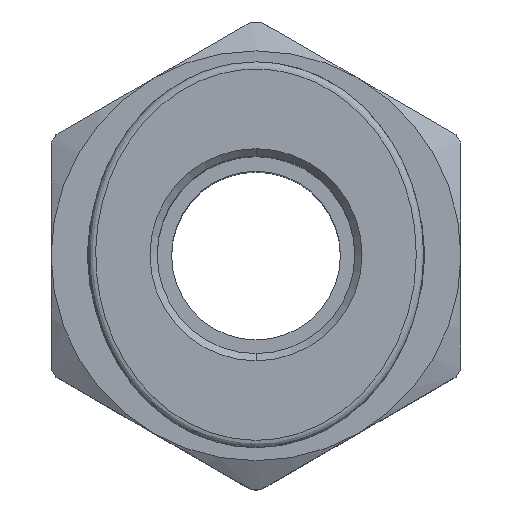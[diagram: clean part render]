
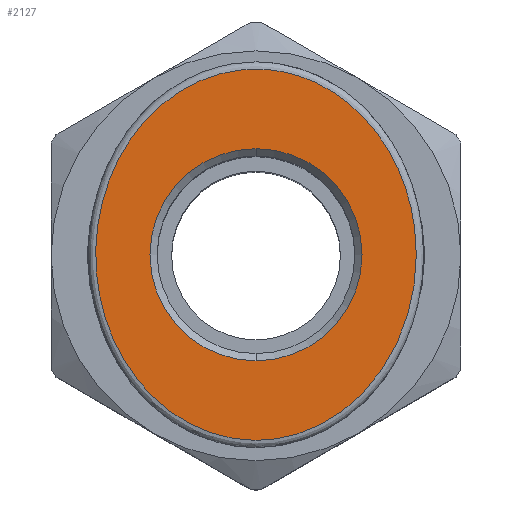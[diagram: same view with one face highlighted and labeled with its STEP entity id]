
A CAD part, top view. The second image highlights one B-rep face of the part: STEP entity #2127.
In plain terms, the highlighted planar face has unit normal (0, 0, 1).
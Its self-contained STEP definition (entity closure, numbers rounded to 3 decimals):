
#2016=CARTESIAN_POINT('',(10.18,1.161,7.1));
#2017=VERTEX_POINT('',#2016);
#2024=CARTESIAN_POINT('',(1.38,1.161,7.1));
#2025=VERTEX_POINT('',#2024);
#2026=CARTESIAN_POINT('',(5.78,1.161,7.1));
#2027=DIRECTION('',(0.0,0.0,1.0));
#2028=DIRECTION('',(1.0,0.0,0.0));
#2029=AXIS2_PLACEMENT_3D('',#2026,#2027,#2028);
#2030=CIRCLE('',#2029,4.4);
#2031=EDGE_CURVE('',#2017,#2025,#2030,.T.);
#2057=CARTESIAN_POINT('',(5.78,1.161,7.1));
#2058=DIRECTION('',(0.0,0.0,1.0));
#2059=DIRECTION('',(1.0,0.0,0.0));
#2060=AXIS2_PLACEMENT_3D('',#2057,#2058,#2059);
#2061=CIRCLE('',#2060,4.4);
#2062=EDGE_CURVE('',#2025,#2017,#2061,.T.);
#2085=CARTESIAN_POINT('',(-2.22,1.161,7.1));
#2086=DIRECTION('',(0.0,0.0,1.0));
#2087=DIRECTION('',(1.0,0.0,0.0));
#2088=AXIS2_PLACEMENT_3D('',#2085,#2086,#2087);
#2089=PLANE('',#2088);
#2090=CARTESIAN_POINT('',(-1.92,1.161,7.1));
#2091=VERTEX_POINT('',#2090);
#2092=CARTESIAN_POINT('',(-1.92,1.161,7.1));
#2093=CARTESIAN_POINT('',(-1.92,2.465,7.1));
#2094=CARTESIAN_POINT('',(-1.45,3.768,7.1));
#2095=CARTESIAN_POINT('',(0.445,6.258,7.1));
#2096=CARTESIAN_POINT('',(2.106,7.216,7.1));
#2097=CARTESIAN_POINT('',(5.472,7.956,7.1));
#2098=CARTESIAN_POINT('',(7.158,7.857,7.1));
#2099=CARTESIAN_POINT('',(9.886,6.897,7.1));
#2100=CARTESIAN_POINT('',(11.008,6.19,7.1));
#2101=CARTESIAN_POINT('',(12.482,4.546,7.1));
#2102=CARTESIAN_POINT('',(12.956,3.738,7.1));
#2103=CARTESIAN_POINT('',(13.394,2.304,7.1));
#2104=CARTESIAN_POINT('',(13.48,1.731,7.1));
#2105=CARTESIAN_POINT('',(13.479,0.583,7.1));
#2106=CARTESIAN_POINT('',(13.39,0.004,7.1));
#2107=CARTESIAN_POINT('',(12.953,-1.42,7.1));
#2108=CARTESIAN_POINT('',(12.474,-2.235,7.1));
#2109=CARTESIAN_POINT('',(10.884,-4.003,7.1));
#2110=CARTESIAN_POINT('',(9.561,-4.772,7.1));
#2111=CARTESIAN_POINT('',(6.614,-5.593,7.1));
#2112=CARTESIAN_POINT('',(4.969,-5.593,7.1));
#2113=CARTESIAN_POINT('',(1.766,-4.715,7.1));
#2114=CARTESIAN_POINT('',(0.182,-3.704,7.1));
#2115=CARTESIAN_POINT('',(-1.519,-1.258,7.1));
#2116=CARTESIAN_POINT('',(-1.92,-0.052,7.1));
#2117=CARTESIAN_POINT('',(-1.92,1.161,7.1));
#2118=B_SPLINE_CURVE_WITH_KNOTS('',3,(#2092,#2093,#2094,#2095,#2096,#2097,#2098,#2099,#2100,#2101,#2102,#2103,#2104,#2105,#2106,#2107,#2108,#2109,#2110,#2111,#2112,#2113,#2114,#2115,#2116,#2117),.UNSPECIFIED.,.T.,.U.,(4,2,2,2,2,2,2,2,2,2,2,2,4),(0.0,0.547,1.305,1.982,2.518,2.902,3.142,3.382,3.765,4.379,5.039,5.773,6.283),.UNSPECIFIED.);
#2119=EDGE_CURVE('',#2091,#2091,#2118,.T.);
#2120=ORIENTED_EDGE('',*,*,#2119,.F.);
#2121=EDGE_LOOP('',(#2120));
#2122=FACE_OUTER_BOUND('',#2121,.T.);
#2123=ORIENTED_EDGE('',*,*,#2062,.F.);
#2124=ORIENTED_EDGE('',*,*,#2031,.F.);
#2125=EDGE_LOOP('',(#2123,#2124));
#2126=FACE_BOUND('',#2125,.T.);
#2127=ADVANCED_FACE('',(#2122,#2126),#2089,.T.);
